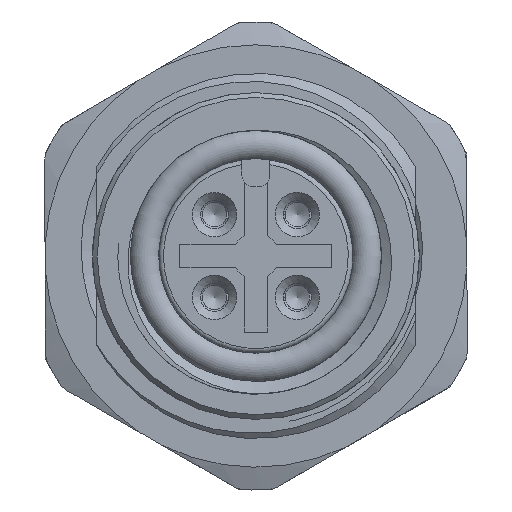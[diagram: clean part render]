
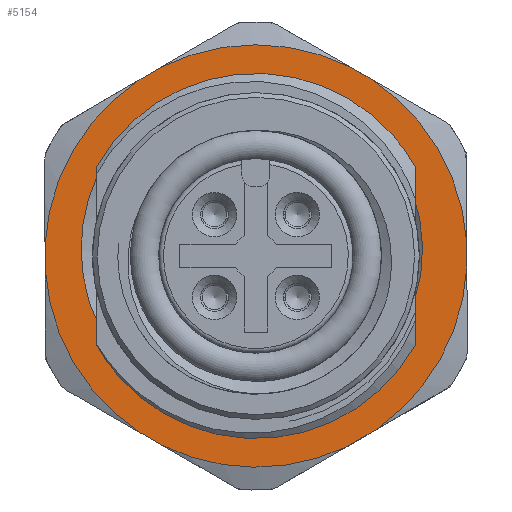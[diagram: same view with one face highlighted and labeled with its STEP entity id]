
A CAD part, front view. The second image highlights one B-rep face of the part: STEP entity #5154.
In plain terms, the highlighted face is planar.
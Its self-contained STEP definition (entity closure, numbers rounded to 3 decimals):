
#370=B_SPLINE_CURVE_WITH_KNOTS('',3,(#45941,#45942,#45943,#45944,#45945,
#45946,#45947),.UNSPECIFIED.,.F.,.F.,(4,1,1,1,4),(0.,0.004,
0.009,0.013,0.017),
 .UNSPECIFIED.);
#371=B_SPLINE_CURVE_WITH_KNOTS('',3,(#45951,#45952,#45953,#45954,#45955,
#45956,#45957),.UNSPECIFIED.,.F.,.F.,(4,1,1,1,4),(0.,
0.004,0.009,0.013,0.017),
 .UNSPECIFIED.);
#496=PLANE('',#5809);
#691=CIRCLE('',#5810,7.6);
#692=CIRCLE('',#5811,6.93);
#693=CIRCLE('',#5812,9.024);
#694=CIRCLE('',#5813,9.024);
#695=CIRCLE('',#5814,9.024);
#696=CIRCLE('',#5815,9.024);
#697=CIRCLE('',#5816,9.024);
#698=CIRCLE('',#5817,9.024);
#1722=ORIENTED_EDGE('',*,*,#2720,.T.);
#1723=ORIENTED_EDGE('',*,*,#2721,.T.);
#1724=ORIENTED_EDGE('',*,*,#2722,.T.);
#1725=ORIENTED_EDGE('',*,*,#2723,.T.);
#1726=ORIENTED_EDGE('',*,*,#2724,.F.);
#1727=ORIENTED_EDGE('',*,*,#2725,.T.);
#1728=ORIENTED_EDGE('',*,*,#2726,.F.);
#1729=ORIENTED_EDGE('',*,*,#2727,.T.);
#1730=ORIENTED_EDGE('',*,*,#2728,.F.);
#1731=ORIENTED_EDGE('',*,*,#2729,.T.);
#1732=ORIENTED_EDGE('',*,*,#2730,.F.);
#1733=ORIENTED_EDGE('',*,*,#2731,.T.);
#1734=ORIENTED_EDGE('',*,*,#2732,.F.);
#1735=ORIENTED_EDGE('',*,*,#2733,.T.);
#1736=ORIENTED_EDGE('',*,*,#2734,.F.);
#1737=ORIENTED_EDGE('',*,*,#2735,.T.);
#2720=EDGE_CURVE('',#3311,#3312,#691,.T.);
#2721=EDGE_CURVE('',#3312,#3313,#370,.T.);
#2722=EDGE_CURVE('',#3313,#3314,#692,.F.);
#2723=EDGE_CURVE('',#3314,#3311,#371,.T.);
#2724=EDGE_CURVE('',#3315,#3316,#693,.F.);
#2725=EDGE_CURVE('',#3315,#3317,#3669,.T.);
#2726=EDGE_CURVE('',#3318,#3317,#694,.F.);
#2727=EDGE_CURVE('',#3318,#3319,#3670,.T.);
#2728=EDGE_CURVE('',#3320,#3319,#695,.F.);
#2729=EDGE_CURVE('',#3320,#3321,#3671,.T.);
#2730=EDGE_CURVE('',#3322,#3321,#696,.F.);
#2731=EDGE_CURVE('',#3322,#3323,#3672,.T.);
#2732=EDGE_CURVE('',#3324,#3323,#697,.F.);
#2733=EDGE_CURVE('',#3324,#3325,#3673,.T.);
#2734=EDGE_CURVE('',#3326,#3325,#698,.F.);
#2735=EDGE_CURVE('',#3326,#3316,#3674,.T.);
#3311=VERTEX_POINT('',#45939);
#3312=VERTEX_POINT('',#45940);
#3313=VERTEX_POINT('',#45948);
#3314=VERTEX_POINT('',#45950);
#3315=VERTEX_POINT('',#45959);
#3316=VERTEX_POINT('',#45960);
#3317=VERTEX_POINT('',#45962);
#3318=VERTEX_POINT('',#45964);
#3319=VERTEX_POINT('',#45966);
#3320=VERTEX_POINT('',#45968);
#3321=VERTEX_POINT('',#45970);
#3322=VERTEX_POINT('',#45972);
#3323=VERTEX_POINT('',#45974);
#3324=VERTEX_POINT('',#45976);
#3325=VERTEX_POINT('',#45978);
#3326=VERTEX_POINT('',#45980);
#3669=LINE('',#45961,#3954);
#3670=LINE('',#45965,#3955);
#3671=LINE('',#45969,#3956);
#3672=LINE('',#45973,#3957);
#3673=LINE('',#45977,#3958);
#3674=LINE('',#45981,#3959);
#3954=VECTOR('',#6793,1000.);
#3955=VECTOR('',#6796,1000.);
#3956=VECTOR('',#6799,1000.);
#3957=VECTOR('',#6802,1000.);
#3958=VECTOR('',#6805,1000.);
#3959=VECTOR('',#6808,1000.);
#4303=EDGE_LOOP('',(#1722,#1723,#1724,#1725));
#4304=EDGE_LOOP('',(#1726,#1727,#1728,#1729,#1730,#1731,#1732,#1733,#1734,
#1735,#1736,#1737));
#4710=FACE_BOUND('',#4303,.T.);
#4711=FACE_BOUND('',#4304,.T.);
#5154=ADVANCED_FACE('',(#4710,#4711),#496,.T.);
#5809=AXIS2_PLACEMENT_3D('',#45937,#6785,#6786);
#5810=AXIS2_PLACEMENT_3D('',#45938,#6787,#6788);
#5811=AXIS2_PLACEMENT_3D('',#45949,#6789,#6790);
#5812=AXIS2_PLACEMENT_3D('',#45958,#6791,#6792);
#5813=AXIS2_PLACEMENT_3D('',#45963,#6794,#6795);
#5814=AXIS2_PLACEMENT_3D('',#45967,#6797,#6798);
#5815=AXIS2_PLACEMENT_3D('',#45971,#6800,#6801);
#5816=AXIS2_PLACEMENT_3D('',#45975,#6803,#6804);
#5817=AXIS2_PLACEMENT_3D('',#45979,#6806,#6807);
#6785=DIRECTION('',(1.,0.,0.));
#6786=DIRECTION('',(0.,0.,-1.));
#6787=DIRECTION('',(-1.,0.,0.));
#6788=DIRECTION('',(0.,1.,0.));
#6789=DIRECTION('',(1.,0.,0.));
#6790=DIRECTION('',(0.,0.,-1.));
#6791=DIRECTION('',(1.,0.,0.));
#6792=DIRECTION('',(0.,0.,-1.));
#6793=DIRECTION('',(0.,1.,0.));
#6794=DIRECTION('',(1.,0.,0.));
#6795=DIRECTION('',(0.,0.,-1.));
#6796=DIRECTION('',(0.,0.497,0.868));
#6797=DIRECTION('',(1.,0.,0.));
#6798=DIRECTION('',(0.,0.,-1.));
#6799=DIRECTION('',(0.,-0.497,0.868));
#6800=DIRECTION('',(1.,0.,0.));
#6801=DIRECTION('',(0.,0.,-1.));
#6802=DIRECTION('',(0.,-1.,0.));
#6803=DIRECTION('',(1.,0.,0.));
#6804=DIRECTION('',(0.,0.,-1.));
#6805=DIRECTION('',(0.,-0.498,-0.867));
#6806=DIRECTION('',(1.,0.,0.));
#6807=DIRECTION('',(0.,0.,-1.));
#6808=DIRECTION('',(0.,0.498,-0.867));
#45937=CARTESIAN_POINT('',(1.5,0.,0.));
#45938=CARTESIAN_POINT('',(1.5,0.,0.));
#45939=CARTESIAN_POINT('',(1.5,-4.081,6.411));
#45940=CARTESIAN_POINT('',(1.5,3.02,6.974));
#45941=CARTESIAN_POINT('',(1.5,3.02,6.974));
#45942=CARTESIAN_POINT('',(1.5,4.318,6.354));
#45943=CARTESIAN_POINT('',(1.5,6.523,4.378));
#45944=CARTESIAN_POINT('',(1.5,7.706,0.079));
#45945=CARTESIAN_POINT('',(1.5,6.285,-4.171));
#45946=CARTESIAN_POINT('',(1.5,3.917,-5.964));
#45947=CARTESIAN_POINT('',(1.5,2.558,-6.441));
#45948=CARTESIAN_POINT('',(1.5,2.558,-6.441));
#45949=CARTESIAN_POINT('',(1.5,0.,0.));
#45950=CARTESIAN_POINT('',(1.5,-1.511,-6.763));
#45951=CARTESIAN_POINT('',(1.5,-1.511,-6.763));
#45952=CARTESIAN_POINT('',(1.5,-2.927,-6.508));
#45953=CARTESIAN_POINT('',(1.5,-5.554,-5.103));
#45954=CARTESIAN_POINT('',(1.5,-7.621,-1.142));
#45955=CARTESIAN_POINT('',(1.5,-7.131,3.298));
#45956=CARTESIAN_POINT('',(1.5,-5.265,5.594));
#45957=CARTESIAN_POINT('',(1.5,-4.081,6.411));
#45958=CARTESIAN_POINT('',(1.5,0.,0.));
#45959=CARTESIAN_POINT('',(1.5,-0.764,-8.992));
#45960=CARTESIAN_POINT('',(1.5,-7.542,-4.955));
#45961=CARTESIAN_POINT('',(1.5,-4.376,-8.992));
#45962=CARTESIAN_POINT('',(1.5,0.764,-8.992));
#45963=CARTESIAN_POINT('',(1.5,0.,0.));
#45964=CARTESIAN_POINT('',(1.5,7.551,-4.941));
#45965=CARTESIAN_POINT('',(1.5,5.661,-8.243));
#45966=CARTESIAN_POINT('',(1.5,8.085,-4.008));
#45967=CARTESIAN_POINT('',(1.5,0.,0.));
#45968=CARTESIAN_POINT('',(1.5,8.085,4.008));
#45969=CARTESIAN_POINT('',(1.5,9.975,0.706));
#45970=CARTESIAN_POINT('',(1.5,7.551,4.941));
#45971=CARTESIAN_POINT('',(1.5,0.,0.));
#45972=CARTESIAN_POINT('',(1.5,0.537,9.008));
#45973=CARTESIAN_POINT('',(1.5,4.342,9.008));
#45974=CARTESIAN_POINT('',(1.5,-0.537,9.008));
#45975=CARTESIAN_POINT('',(1.5,0.,0.));
#45976=CARTESIAN_POINT('',(1.5,-7.542,4.955));
#45977=CARTESIAN_POINT('',(1.5,-5.646,8.254));
#45978=CARTESIAN_POINT('',(1.5,-8.078,4.024));
#45979=CARTESIAN_POINT('',(1.5,0.,0.));
#45980=CARTESIAN_POINT('',(1.5,-8.078,-4.024));
#45981=CARTESIAN_POINT('',(1.5,-9.974,-0.725));
